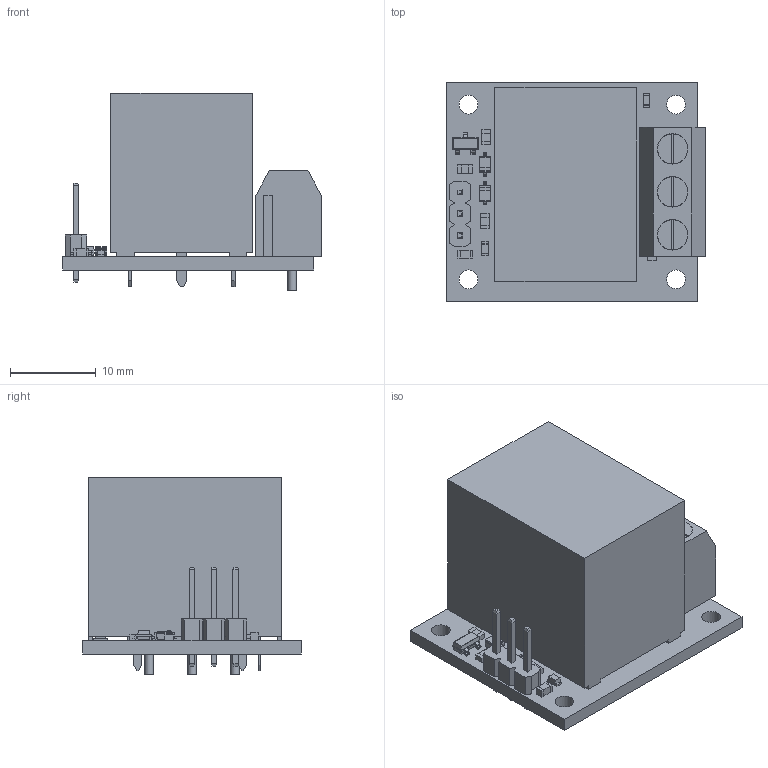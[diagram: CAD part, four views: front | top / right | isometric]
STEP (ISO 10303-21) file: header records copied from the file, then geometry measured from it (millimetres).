
FILE_DESCRIPTION (( 'STEP AP214' ), '1' );
FILE_NAME ('pololu-basic-spdt-relay-carrier-for-sugar-cube-relays.step', '2017-06-20T21:33:05', ( '' ), ( '' ), 'SwSTEP 2.0', 'SolidWorks 2016', '' );
FILE_SCHEMA (( 'AUTOMOTIVE_DESIGN' ));
Length unit declared in the file: millimetre
Products named in the file (1): pololu-basic-spdt-relay-carrier-for-sugar-cube-relays
Bounding box: 30.07 x 25.4 x 23 mm (x, y, z)
Volume: 8956.3 mm3; surface area: 5382.3 mm2
Topology: 4 solids, 4 shells, 827 faces, 2150 edges, 1392 vertices
Faces by surface type: plane 623, bspline 127, cylinder 77
Full cylindrical faces by diameter (mm): 1 x3, 1.016 x6, 1.524 x5, 1.778 x3, 2 x3, 2.184 x4, 3 x3, 3.5 x3, 3.55 x3
Entity records: 34880 total; most frequent: CARTESIAN_POINT 9853, ORIENTED_EDGE 4216, DIRECTION 3363, EDGE_CURVE 2108, LINE 1693, VECTOR 1693, VERTEX_POINT 1383, EDGE_LOOP 969
